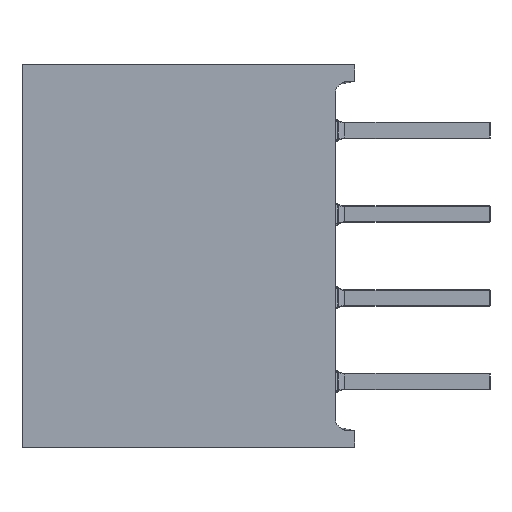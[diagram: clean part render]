
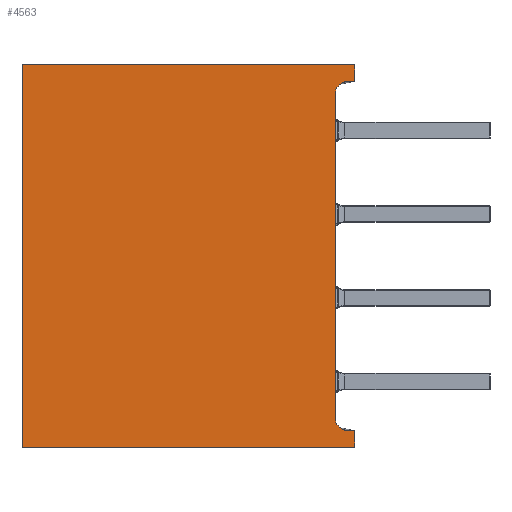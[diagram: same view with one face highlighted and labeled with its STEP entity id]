
A CAD part, left-side view. The second image highlights one B-rep face of the part: STEP entity #4563.
In plain terms, the highlighted planar face has unit normal (-1, 0, 0).
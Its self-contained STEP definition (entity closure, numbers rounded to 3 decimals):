
#264=CIRCLE('',#4811,0.401);
#268=CIRCLE('',#4817,0.401);
#481=FACE_OUTER_BOUND('',#751,.T.);
#751=EDGE_LOOP('',(#3438,#3439,#3440,#3441,#3442,#3443,#3444,#3445,#3446,
#3447));
#1040=LINE('',#7322,#1337);
#1042=LINE('',#7334,#1339);
#1044=LINE('',#7343,#1341);
#1046=LINE('',#7359,#1343);
#1053=LINE('',#7383,#1350);
#1056=LINE('',#7401,#1353);
#1061=LINE('',#7415,#1358);
#1063=LINE('',#7418,#1360);
#1337=VECTOR('',#5346,10.);
#1339=VECTOR('',#5360,10.);
#1341=VECTOR('',#5372,10.);
#1343=VECTOR('',#5392,10.);
#1350=VECTOR('',#5423,10.);
#1353=VECTOR('',#5446,10.);
#1358=VECTOR('',#5463,10.);
#1360=VECTOR('',#5467,10.);
#1930=VERTEX_POINT('',#7266);
#1934=VERTEX_POINT('',#7277);
#1941=VERTEX_POINT('',#7320);
#1943=VERTEX_POINT('',#7326);
#1945=VERTEX_POINT('',#7332);
#1947=VERTEX_POINT('',#7338);
#1950=VERTEX_POINT('',#7352);
#1956=VERTEX_POINT('',#7374);
#1960=VERTEX_POINT('',#7394);
#1965=VERTEX_POINT('',#7410);
#2403=EDGE_CURVE('',#1941,#1934,#1040,.T.);
#2406=EDGE_CURVE('',#1943,#1941,#264,.T.);
#2409=EDGE_CURVE('',#1945,#1943,#1042,.T.);
#2412=EDGE_CURVE('',#1947,#1945,#268,.T.);
#2414=EDGE_CURVE('',#1930,#1947,#1044,.T.);
#2422=EDGE_CURVE('',#1950,#1930,#1046,.T.);
#2435=EDGE_CURVE('',#1934,#1956,#1053,.T.);
#2444=EDGE_CURVE('',#1960,#1950,#1056,.T.);
#2452=EDGE_CURVE('',#1956,#1965,#1061,.T.);
#2454=EDGE_CURVE('',#1965,#1960,#1063,.T.);
#3438=ORIENTED_EDGE('',*,*,#2403,.F.);
#3439=ORIENTED_EDGE('',*,*,#2406,.F.);
#3440=ORIENTED_EDGE('',*,*,#2409,.F.);
#3441=ORIENTED_EDGE('',*,*,#2412,.F.);
#3442=ORIENTED_EDGE('',*,*,#2414,.F.);
#3443=ORIENTED_EDGE('',*,*,#2422,.F.);
#3444=ORIENTED_EDGE('',*,*,#2444,.F.);
#3445=ORIENTED_EDGE('',*,*,#2454,.F.);
#3446=ORIENTED_EDGE('',*,*,#2452,.F.);
#3447=ORIENTED_EDGE('',*,*,#2435,.F.);
#4198=PLANE('',#4883);
#4563=ADVANCED_FACE('',(#481),#4198,.T.);
#4811=AXIS2_PLACEMENT_3D('',#7328,#5352,#5353);
#4817=AXIS2_PLACEMENT_3D('',#7340,#5366,#5367);
#4883=AXIS2_PLACEMENT_3D('',#7545,#5535,#5536);
#5346=DIRECTION('',(0.,-1.,0.));
#5352=DIRECTION('center_axis',(-1.,0.,0.));
#5353=DIRECTION('ref_axis',(0.,0.707,-0.707));
#5360=DIRECTION('',(0.,0.,-1.));
#5366=DIRECTION('center_axis',(-1.,0.,0.));
#5367=DIRECTION('ref_axis',(0.,0.707,0.707));
#5372=DIRECTION('',(0.,1.,0.));
#5392=DIRECTION('',(0.,0.,-1.));
#5423=DIRECTION('',(0.,0.,-1.));
#5446=DIRECTION('',(0.,-1.,0.));
#5463=DIRECTION('',(0.,1.,0.));
#5467=DIRECTION('',(0.,0.,1.));
#5535=DIRECTION('center_axis',(-1.,0.,0.));
#5536=DIRECTION('ref_axis',(0.,0.,1.));
#7266=CARTESIAN_POINT('',(-5.3,0.001,5.301));
#7277=CARTESIAN_POINT('',(-5.3,0.001,-5.301));
#7320=CARTESIAN_POINT('',(-5.3,0.2,-5.301));
#7322=CARTESIAN_POINT('',(-5.3,0.,-5.301));
#7326=CARTESIAN_POINT('',(-5.3,0.601,-4.9));
#7328=CARTESIAN_POINT('Origin',(-5.3,0.2,-4.9));
#7332=CARTESIAN_POINT('',(-5.3,0.601,4.9));
#7334=CARTESIAN_POINT('',(-5.3,0.601,-5.35));
#7338=CARTESIAN_POINT('',(-5.3,0.2,5.301));
#7340=CARTESIAN_POINT('Origin',(-5.3,0.2,4.9));
#7343=CARTESIAN_POINT('',(-5.3,0.1,5.301));
#7352=CARTESIAN_POINT('',(-5.3,0.001,5.799));
#7359=CARTESIAN_POINT('',(-5.3,0.001,-2.9));
#7374=CARTESIAN_POINT('',(-5.3,0.001,-5.799));
#7383=CARTESIAN_POINT('',(-5.3,0.001,-2.9));
#7394=CARTESIAN_POINT('',(-5.3,10.099,5.799));
#7401=CARTESIAN_POINT('',(-5.3,0.,5.799));
#7410=CARTESIAN_POINT('',(-5.3,10.099,-5.799));
#7415=CARTESIAN_POINT('',(-5.3,0.,-5.799));
#7418=CARTESIAN_POINT('',(-5.3,10.099,-2.9));
#7545=CARTESIAN_POINT('Origin',(-5.3,0.,-5.8));
